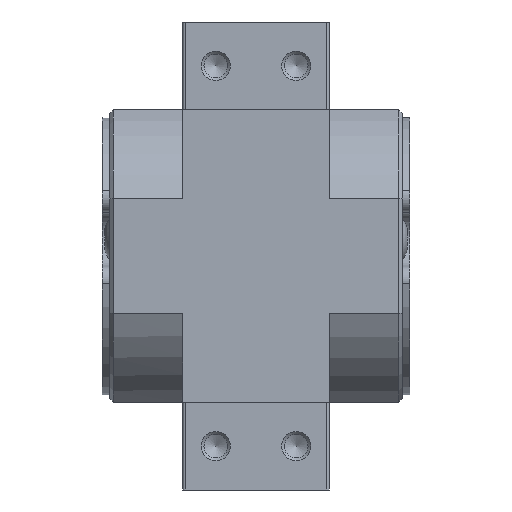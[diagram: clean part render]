
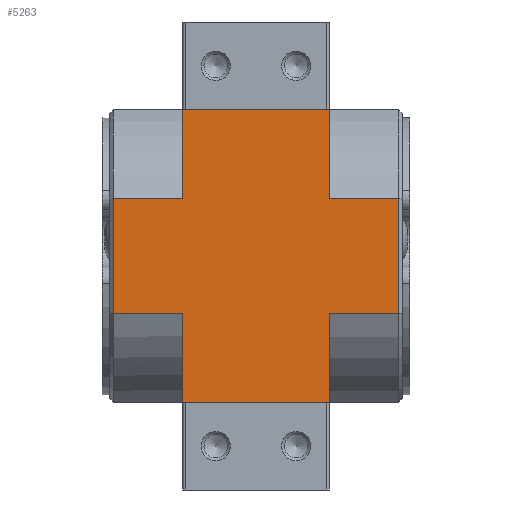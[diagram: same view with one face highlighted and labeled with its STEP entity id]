
A CAD part, left-side view. The second image highlights one B-rep face of the part: STEP entity #5263.
In plain terms, the highlighted planar face has unit normal (-1, 0, 0).
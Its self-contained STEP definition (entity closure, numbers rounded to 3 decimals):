
#236=LINE('',#8531,#552);
#237=LINE('',#8540,#553);
#244=LINE('',#8602,#560);
#248=LINE('',#8649,#564);
#252=LINE('',#8689,#568);
#253=LINE('',#8692,#569);
#254=LINE('',#8693,#570);
#255=LINE('',#8695,#571);
#256=LINE('',#8697,#572);
#257=LINE('',#8699,#573);
#258=LINE('',#8701,#574);
#259=LINE('',#8702,#575);
#552=VECTOR('',#6503,1000.);
#553=VECTOR('',#6508,1000.);
#560=VECTOR('',#6531,1000.);
#564=VECTOR('',#6543,1000.);
#568=VECTOR('',#6555,1000.);
#569=VECTOR('',#6556,1000.);
#570=VECTOR('',#6557,1000.);
#571=VECTOR('',#6558,1000.);
#572=VECTOR('',#6559,1000.);
#573=VECTOR('',#6560,1000.);
#574=VECTOR('',#6561,1000.);
#575=VECTOR('',#6562,1000.);
#862=PLANE('',#5741);
#1479=ORIENTED_EDGE('',*,*,#2961,.T.);
#1480=ORIENTED_EDGE('',*,*,#2962,.T.);
#1481=ORIENTED_EDGE('',*,*,#2938,.F.);
#1482=ORIENTED_EDGE('',*,*,#2963,.T.);
#1483=ORIENTED_EDGE('',*,*,#2964,.T.);
#1484=ORIENTED_EDGE('',*,*,#2965,.F.);
#1485=ORIENTED_EDGE('',*,*,#2966,.T.);
#1486=ORIENTED_EDGE('',*,*,#2967,.T.);
#1487=ORIENTED_EDGE('',*,*,#2950,.T.);
#1488=ORIENTED_EDGE('',*,*,#2923,.T.);
#1489=ORIENTED_EDGE('',*,*,#2920,.T.);
#1490=ORIENTED_EDGE('',*,*,#2968,.T.);
#2920=EDGE_CURVE('',#3651,#3650,#236,.T.);
#2923=EDGE_CURVE('',#3653,#3651,#237,.T.);
#2938=EDGE_CURVE('',#3665,#3666,#244,.T.);
#2950=EDGE_CURVE('',#3673,#3653,#248,.T.);
#2961=EDGE_CURVE('',#3677,#3678,#252,.T.);
#2962=EDGE_CURVE('',#3678,#3666,#253,.F.);
#2963=EDGE_CURVE('',#3665,#3679,#254,.T.);
#2964=EDGE_CURVE('',#3679,#3680,#255,.T.);
#2965=EDGE_CURVE('',#3681,#3680,#256,.T.);
#2966=EDGE_CURVE('',#3681,#3682,#257,.T.);
#2967=EDGE_CURVE('',#3682,#3673,#258,.F.);
#2968=EDGE_CURVE('',#3650,#3677,#259,.T.);
#3650=VERTEX_POINT('',#8530);
#3651=VERTEX_POINT('',#8532);
#3653=VERTEX_POINT('',#8541);
#3665=VERTEX_POINT('',#8601);
#3666=VERTEX_POINT('',#8603);
#3673=VERTEX_POINT('',#8650);
#3677=VERTEX_POINT('',#8690);
#3678=VERTEX_POINT('',#8691);
#3679=VERTEX_POINT('',#8694);
#3680=VERTEX_POINT('',#8696);
#3681=VERTEX_POINT('',#8698);
#3682=VERTEX_POINT('',#8700);
#4206=EDGE_LOOP('',(#1479,#1480,#1481,#1482,#1483,#1484,#1485,#1486,#1487,
#1488,#1489,#1490));
#4689=FACE_BOUND('',#4206,.T.);
#5263=ADVANCED_FACE('',(#4689),#862,.F.);
#5741=AXIS2_PLACEMENT_3D('',#8688,#6553,#6554);
#6503=DIRECTION('',(0.,0.,-1.));
#6508=DIRECTION('',(0.,-1.,0.));
#6531=DIRECTION('',(0.,0.,-1.));
#6543=DIRECTION('',(0.,0.,-1.));
#6553=DIRECTION('',(1.,0.,0.));
#6554=DIRECTION('',(0.,0.,-1.));
#6555=DIRECTION('',(0.,0.,1.));
#6556=DIRECTION('',(0.,1.,0.));
#6557=DIRECTION('',(0.,1.,0.));
#6558=DIRECTION('',(0.,0.,1.));
#6559=DIRECTION('',(0.,-1.,0.));
#6560=DIRECTION('',(0.,0.,-1.));
#6561=DIRECTION('',(0.,-1.,0.));
#6562=DIRECTION('',(0.,-1.,0.));
#8530=CARTESIAN_POINT('',(-20.,10.,-20.));
#8531=CARTESIAN_POINT('',(-20.,10.,20.));
#8532=CARTESIAN_POINT('',(-20.,10.,-7.89));
#8540=CARTESIAN_POINT('',(-20.,10.,-7.89));
#8541=CARTESIAN_POINT('',(-20.,19.5,-7.89));
#8601=CARTESIAN_POINT('',(-20.,-19.5,7.89));
#8602=CARTESIAN_POINT('',(-20.,-19.5,20.));
#8603=CARTESIAN_POINT('',(-20.,-19.5,-7.89));
#8649=CARTESIAN_POINT('',(-20.,19.5,20.));
#8650=CARTESIAN_POINT('',(-20.,19.5,7.89));
#8688=CARTESIAN_POINT('',(-20.,19.5,20.));
#8689=CARTESIAN_POINT('',(-20.,-10.,20.));
#8690=CARTESIAN_POINT('',(-20.,-10.,-20.));
#8691=CARTESIAN_POINT('',(-20.,-10.,-7.89));
#8692=CARTESIAN_POINT('',(-20.,-10.,-7.89));
#8693=CARTESIAN_POINT('',(-20.,-10.,7.89));
#8694=CARTESIAN_POINT('',(-20.,-10.,7.89));
#8695=CARTESIAN_POINT('',(-20.,-10.,20.));
#8696=CARTESIAN_POINT('',(-20.,-10.,20.));
#8697=CARTESIAN_POINT('',(-20.,19.5,20.));
#8698=CARTESIAN_POINT('',(-20.,10.,20.));
#8699=CARTESIAN_POINT('',(-20.,10.,20.));
#8700=CARTESIAN_POINT('',(-20.,10.,7.89));
#8701=CARTESIAN_POINT('',(-20.,10.,7.89));
#8702=CARTESIAN_POINT('',(-20.,19.5,-20.));
